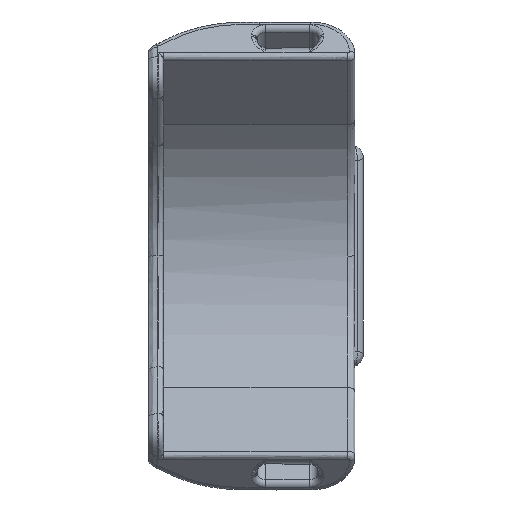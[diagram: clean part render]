
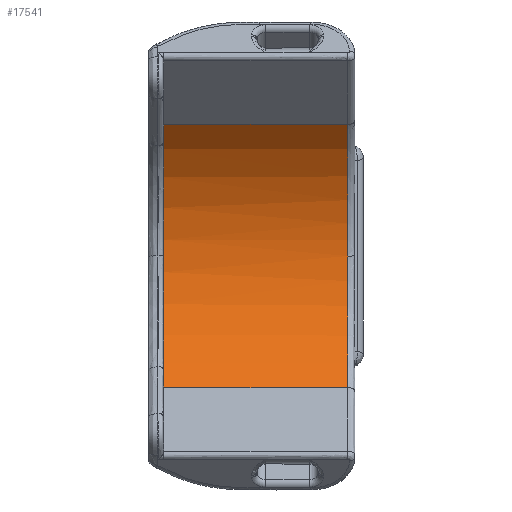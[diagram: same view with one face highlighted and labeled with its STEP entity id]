
A CAD part, left-side view. The second image highlights one B-rep face of the part: STEP entity #17541.
In plain terms, the highlighted cylindrical face has radius 25.293 mm (diameter 50.586 mm), a partial arc.
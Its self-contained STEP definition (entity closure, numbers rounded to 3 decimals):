
#2334 = LINE ( 'NONE', #14686, #3618 ) ;
#2343 = CARTESIAN_POINT ( 'NONE',  ( 20.762, 1., -16.714 ) ) ;
#2439 = DIRECTION ( 'NONE',  ( 0., -1., 0. ) ) ;
#2644 = CYLINDRICAL_SURFACE ( 'NONE', #22384, 25.293 ) ;
#2658 = ORIENTED_EDGE ( 'NONE', *, *, #4933, .T. ) ;
#3305 = EDGE_CURVE ( 'NONE', #22536, #16457, #11449, .T. ) ;
#3599 = CARTESIAN_POINT ( 'NONE',  ( 26.191, 1., -6.558 ) ) ;
#3618 = VECTOR ( 'NONE', #2439, 1000. ) ;
#3712 = CARTESIAN_POINT ( 'NONE',  ( 27., 1., -1.655 ) ) ;
#3817 = CARTESIAN_POINT ( 'NONE',  ( 27., 1., 0. ) ) ;
#4247 = CARTESIAN_POINT ( 'NONE',  ( 1.707, 67.783, 0. ) ) ;
#4933 = EDGE_CURVE ( 'NONE', #12237, #6493, #2334, .T. ) ;
#5470 = ORIENTED_EDGE ( 'NONE', *, *, #8906, .T. ) ;
#5624 = EDGE_LOOP ( 'NONE', ( #8056, #5470, #2658, #11766, #15524 ) ) ;
#5777 = CARTESIAN_POINT ( 'NONE',  ( 21.818, 1., -15.428 ) ) ;
#5861 = DIRECTION ( 'NONE',  ( 0., 0., -1. ) ) ;
#5950 = DIRECTION ( 'NONE',  ( 0., 1., 0. ) ) ;
#6366 = CARTESIAN_POINT ( 'NONE',  ( 19.592, 26., -17.885 ) ) ;
#6493 = VERTEX_POINT ( 'NONE', #13840 ) ;
#7502 = B_SPLINE_CURVE_WITH_KNOTS ( 'NONE', 3,
 ( #9301, #14456, #21214, #9064, #3817 ),
 .UNSPECIFIED., .F., .F.,
 ( 4, 1, 4 ),
 ( 0., 0.525, 1. ),
 .UNSPECIFIED. ) ;
#7811 = CARTESIAN_POINT ( 'NONE',  ( 19.592, 26., 17.885 ) ) ;
#8017 = FACE_OUTER_BOUND ( 'NONE', #5624, .T. ) ;
#8056 = ORIENTED_EDGE ( 'NONE', *, *, #3305, .F. ) ;
#8906 = EDGE_CURVE ( 'NONE', #22536, #12237, #17535, .T. ) ;
#9064 = CARTESIAN_POINT ( 'NONE',  ( 26.998, 1., 3.145 ) ) ;
#9301 = CARTESIAN_POINT ( 'NONE',  ( 19.592, 1., 17.885 ) ) ;
#9391 = DIRECTION ( 'NONE',  ( 0., -1., 0. ) ) ;
#10515 = VERTEX_POINT ( 'NONE', #14877 ) ;
#10901 = CARTESIAN_POINT ( 'NONE',  ( 19.592, 1., -17.885 ) ) ;
#11449 = LINE ( 'NONE', #13510, #11645 ) ;
#11645 = VECTOR ( 'NONE', #13294, 1000. ) ;
#11766 = ORIENTED_EDGE ( 'NONE', *, *, #12393, .T. ) ;
#12237 = VERTEX_POINT ( 'NONE', #6366 ) ;
#12393 = EDGE_CURVE ( 'NONE', #6493, #10515, #15030, .T. ) ;
#12421 = AXIS2_PLACEMENT_3D ( 'NONE', #16008, #5950, #12925 ) ;
#12636 = CARTESIAN_POINT ( 'NONE',  ( 26.837, 1., -3.311 ) ) ;
#12925 = DIRECTION ( 'NONE',  ( 0., 0., 1. ) ) ;
#13294 = DIRECTION ( 'NONE',  ( 0., -1., 0. ) ) ;
#13510 = CARTESIAN_POINT ( 'NONE',  ( 19.592, 67.783, 17.885 ) ) ;
#13700 = EDGE_CURVE ( 'NONE', #16457, #10515, #7502, .T. ) ;
#13840 = CARTESIAN_POINT ( 'NONE',  ( 19.592, 1., -17.885 ) ) ;
#14456 = CARTESIAN_POINT ( 'NONE',  ( 22.05, 1., 15.427 ) ) ;
#14463 = CARTESIAN_POINT ( 'NONE',  ( 24.441, 1., -11.209 ) ) ;
#14686 = CARTESIAN_POINT ( 'NONE',  ( 19.592, 67.783, -17.885 ) ) ;
#14877 = CARTESIAN_POINT ( 'NONE',  ( 27., 1., 0. ) ) ;
#15030 = B_SPLINE_CURVE_WITH_KNOTS ( 'NONE', 3,
 ( #10901, #2343, #5777, #17912, #14463, #20998, #3599, #12636, #3712, #21336 ),
 .UNSPECIFIED., .F., .F.,
 ( 4, 2, 2, 2, 4 ),
 ( 0., 0.25, 0.5, 0.75, 1. ),
 .UNSPECIFIED. ) ;
#15252 = CARTESIAN_POINT ( 'NONE',  ( 19.592, 1., 17.885 ) ) ;
#15524 = ORIENTED_EDGE ( 'NONE', *, *, #13700, .F. ) ;
#16008 = CARTESIAN_POINT ( 'NONE',  ( 1.707, 26., 0. ) ) ;
#16457 = VERTEX_POINT ( 'NONE', #15252 ) ;
#17535 = CIRCLE ( 'NONE', #12421, 25.293 ) ;
#17541 = ADVANCED_FACE ( 'NONE', ( #8017 ), #2644, .F. ) ;
#17912 = CARTESIAN_POINT ( 'NONE',  ( 23.657, 1., -12.676 ) ) ;
#20998 = CARTESIAN_POINT ( 'NONE',  ( 25.708, 1., -8.15 ) ) ;
#21214 = CARTESIAN_POINT ( 'NONE',  ( 25.752, 1., 9.766 ) ) ;
#21336 = CARTESIAN_POINT ( 'NONE',  ( 27., 1., 0. ) ) ;
#22384 = AXIS2_PLACEMENT_3D ( 'NONE', #4247, #9391, #5861 ) ;
#22536 = VERTEX_POINT ( 'NONE', #7811 ) ;
